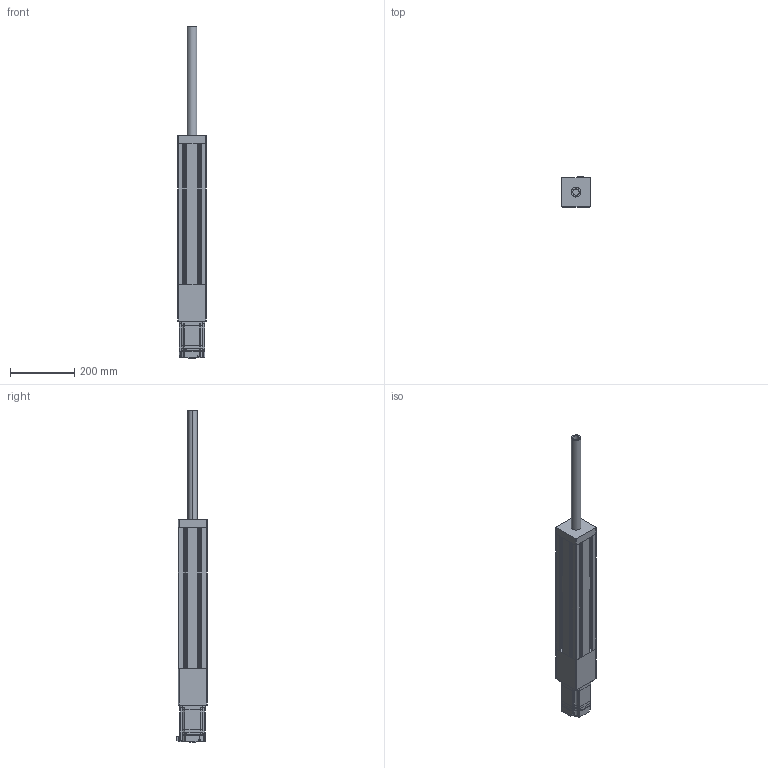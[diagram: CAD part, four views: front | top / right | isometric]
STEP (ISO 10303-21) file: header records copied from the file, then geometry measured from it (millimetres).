
FILE_DESCRIPTION (( 'STEP AP214' ), '1' );
FILE_NAME ('FL300.STEP', '2024-11-19T12:58:06', ( '' ), ( '' ), 'SwSTEP 2.0', 'SolidWorks 2021', '' );
FILE_SCHEMA (( 'AUTOMOTIVE_DESIGN' ));
Length unit declared in the file: millimetre
Products named in the file (6): Part4; FL300; servo motor 0.75kw; Part7; Part1; Part6
Assembly tree (5 placements, depth 2):
  FL300
    Part1
    Part6
    Part4
    Part7
    servo motor 0.75kw
Bounding box: 90.12 x 93.85 x 1033.36 mm (x, y, z)
Volume: 2618227.9 mm3; surface area: 891383 mm2
Topology: 6 solids, 6 shells, 1217 faces, 3460 edges, 2300 vertices
Faces by surface type: cylinder 621, plane 596
Entity records: 45755 total; most frequent: DIRECTION 7165, CARTESIAN_POINT 7036, ORIENTED_EDGE 6920, EDGE_CURVE 3460, AXIS2_PLACEMENT_3D 2483, VERTEX_POINT 2300, VECTOR 2199, LINE 2199
